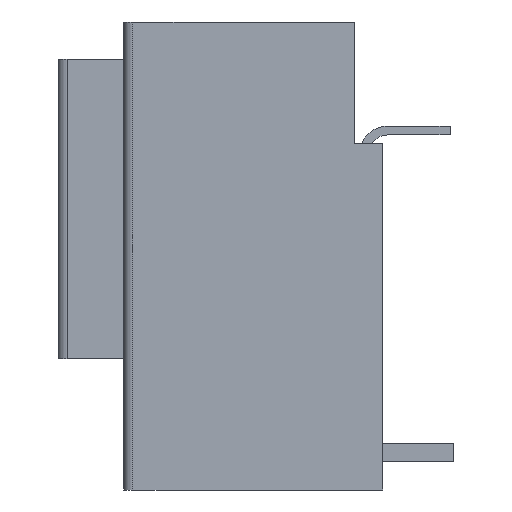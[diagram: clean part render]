
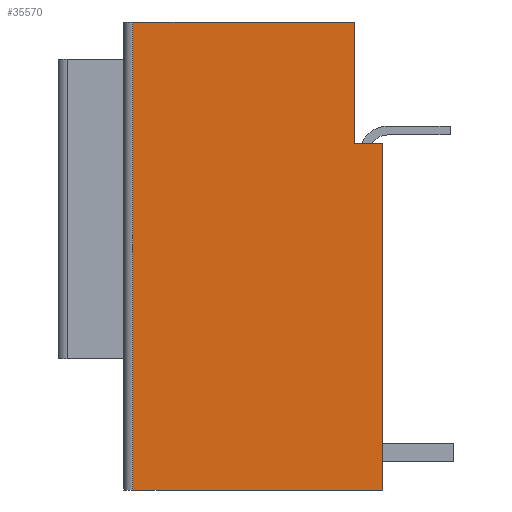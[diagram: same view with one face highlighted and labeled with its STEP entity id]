
A CAD part, left-side view. The second image highlights one B-rep face of the part: STEP entity #35570.
In plain terms, the highlighted planar face has unit normal (-1, 0, 0).
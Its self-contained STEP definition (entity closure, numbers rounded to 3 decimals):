
#14930=CARTESIAN_POINT('',(-37.507,-14.467,-20.71
));
#14940=VERTEX_POINT('',#14930);
#14970=CARTESIAN_POINT('',(-37.507,-5.747,-20.71
));
#14980=DIRECTION('',(0.,1.,0.));
#14990=VECTOR('',#14980,1.);
#15000=LINE('',#14970,#14990);
#15010=CARTESIAN_POINT('',(-37.507,-12.947,-20.71
));
#15020=VERTEX_POINT('',#15010);
#15030=EDGE_CURVE('',#14940,#15020,#15000,.T.);
#16820=CARTESIAN_POINT('',(-37.507,-1.117,-39.21
));
#16830=VERTEX_POINT('',#16820);
#16860=CARTESIAN_POINT('',(-37.507,-5.747,-39.21
));
#16870=DIRECTION('',(0.,-1.,0.));
#16880=VECTOR('',#16870,1.);
#16890=LINE('',#16860,#16880);
#16900=CARTESIAN_POINT('',(-37.507,-14.467,-39.21
));
#16910=VERTEX_POINT('',#16900);
#16920=EDGE_CURVE('',#16830,#16910,#16890,.T.);
#19140=CARTESIAN_POINT('',(-37.507,-14.467,
-39.41));
#19150=DIRECTION('',(0.,0.,1.));
#19160=VECTOR('',#19150,1.);
#19170=LINE('',#19140,#19160);
#19180=EDGE_CURVE('',#16910,#14940,#19170,.T.);
#34440=CARTESIAN_POINT('',(-37.507,-12.947,-14.21
));
#34450=VERTEX_POINT('',#34440);
#34480=CARTESIAN_POINT('',(-37.507,-5.747,-14.21
));
#34490=DIRECTION('',(0.,1.,0.));
#34500=VECTOR('',#34490,1.);
#34510=LINE('',#34480,#34500);
#34520=CARTESIAN_POINT('',(-37.507,-1.117,-14.21
));
#34530=VERTEX_POINT('',#34520);
#34540=EDGE_CURVE('',#34450,#34530,#34510,.T.);
#35340=CARTESIAN_POINT('',(-37.507,-13.717,-23.56
));
#35350=DIRECTION('',(-1.,0.,0.));
#35360=DIRECTION('',(0.,0.,-1.));
#35370=AXIS2_PLACEMENT_3D('',#35340,#35350,#35360);
#35380=PLANE('',#35370);
#35390=ORIENTED_EDGE('',*,*,#16920,.T.);
#35400=CARTESIAN_POINT('',(-37.507,-1.117,-39.41
));
#35410=DIRECTION('',(0.,0.,-1.));
#35420=VECTOR('',#35410,1.);
#35430=LINE('',#35400,#35420);
#35440=EDGE_CURVE('',#34530,#16830,#35430,.T.);
#35450=ORIENTED_EDGE('',*,*,#35440,.T.);
#35460=ORIENTED_EDGE('',*,*,#34540,.T.);
#35470=CARTESIAN_POINT('',(-37.507,-12.947,
-39.41));
#35480=DIRECTION('',(0.,0.,-1.));
#35490=VECTOR('',#35480,1.);
#35500=LINE('',#35470,#35490);
#35510=EDGE_CURVE('',#34450,#15020,#35500,.T.);
#35520=ORIENTED_EDGE('',*,*,#35510,.F.);
#35530=ORIENTED_EDGE('',*,*,#15030,.T.);
#35540=ORIENTED_EDGE('',*,*,#19180,.T.);
#35550=EDGE_LOOP('',(#35540,#35530,#35520,#35460,#35450,#35390));
#35560=FACE_OUTER_BOUND('',#35550,.T.);
#35570=ADVANCED_FACE('',(#35560),#35380,.T.);
